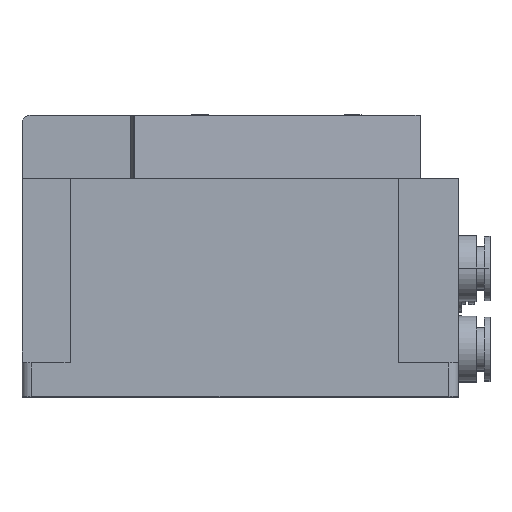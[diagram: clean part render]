
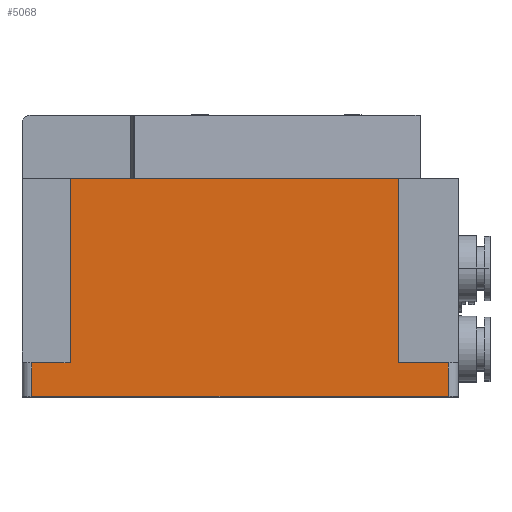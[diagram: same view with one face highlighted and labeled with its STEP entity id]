
A CAD part, top view. The second image highlights one B-rep face of the part: STEP entity #5068.
In plain terms, the highlighted planar face has unit normal (0, 0, 1).
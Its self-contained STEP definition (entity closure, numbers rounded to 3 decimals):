
#32 = VECTOR ( 'NONE', #746, 1000. ) ;
#82 = VERTEX_POINT ( 'NONE', #6664 ) ;
#185 = CARTESIAN_POINT ( 'NONE',  ( -110.9, 56.6, 0. ) ) ;
#195 = CARTESIAN_POINT ( 'NONE',  ( -110.9, 8.7, 0. ) ) ;
#215 = VERTEX_POINT ( 'NONE', #1206 ) ;
#406 = CARTESIAN_POINT ( 'NONE',  ( -110.9, 0., 0. ) ) ;
#701 = ORIENTED_EDGE ( 'NONE', *, *, #1118, .T. ) ;
#746 = DIRECTION ( 'NONE',  ( 0., -1., 0. ) ) ;
#919 = LINE ( 'NONE', #7309, #1525 ) ;
#993 = DIRECTION ( 'NONE',  ( 1., 0., 0. ) ) ;
#1091 = VERTEX_POINT ( 'NONE', #4451 ) ;
#1092 = CARTESIAN_POINT ( 'NONE',  ( -2.5, 8.7, 0. ) ) ;
#1104 = EDGE_CURVE ( 'NONE', #1091, #6439, #2525, .T. ) ;
#1118 = EDGE_CURVE ( 'NONE', #3442, #215, #2921, .T. ) ;
#1206 = CARTESIAN_POINT ( 'NONE',  ( -2.5, 0., 0. ) ) ;
#1343 = ORIENTED_EDGE ( 'NONE', *, *, #5549, .F. ) ;
#1390 = VERTEX_POINT ( 'NONE', #5304 ) ;
#1525 = VECTOR ( 'NONE', #7867, 1000. ) ;
#1854 = ORIENTED_EDGE ( 'NONE', *, *, #5738, .F. ) ;
#1908 = CARTESIAN_POINT ( 'NONE',  ( -110.9, 0., 0. ) ) ;
#2163 = EDGE_LOOP ( 'NONE', ( #6498, #1854, #701, #6293, #1343, #3188, #3066, #4713 ) ) ;
#2406 = CARTESIAN_POINT ( 'NONE',  ( -2.5, 56.6, 0. ) ) ;
#2471 = CARTESIAN_POINT ( 'NONE',  ( -110.9, 56.6, 0. ) ) ;
#2498 = VERTEX_POINT ( 'NONE', #4812 ) ;
#2525 = LINE ( 'NONE', #5686, #2814 ) ;
#2658 = CARTESIAN_POINT ( 'NONE',  ( -100.9, 56.6, 0. ) ) ;
#2698 = EDGE_CURVE ( 'NONE', #2498, #6439, #919, .T. ) ;
#2799 = PLANE ( 'NONE',  #4580 ) ;
#2814 = VECTOR ( 'NONE', #5084, 1000. ) ;
#2921 = LINE ( 'NONE', #1908, #3018 ) ;
#3018 = VECTOR ( 'NONE', #5105, 1000. ) ;
#3066 = ORIENTED_EDGE ( 'NONE', *, *, #2698, .F. ) ;
#3188 = ORIENTED_EDGE ( 'NONE', *, *, #1104, .T. ) ;
#3442 = VERTEX_POINT ( 'NONE', #406 ) ;
#3464 = DIRECTION ( 'NONE',  ( -1., 0., 0. ) ) ;
#3629 = CARTESIAN_POINT ( 'NONE',  ( -110.9, 8.7, 0. ) ) ;
#3930 = CARTESIAN_POINT ( 'NONE',  ( -15.5, 56.6, 0. ) ) ;
#3933 = VECTOR ( 'NONE', #7023, 1000. ) ;
#4451 = CARTESIAN_POINT ( 'NONE',  ( -15.5, 8.7, 0. ) ) ;
#4580 = AXIS2_PLACEMENT_3D ( 'NONE', #185, #7043, #3464 ) ;
#4634 = EDGE_CURVE ( 'NONE', #5295, #215, #6972, .T. ) ;
#4713 = ORIENTED_EDGE ( 'NONE', *, *, #4880, .F. ) ;
#4812 = CARTESIAN_POINT ( 'NONE',  ( -100.9, 56.6, 0. ) ) ;
#4880 = EDGE_CURVE ( 'NONE', #82, #2498, #5406, .T. ) ;
#5068 = ADVANCED_FACE ( 'NONE', ( #7562 ), #2799, .F. ) ;
#5084 = DIRECTION ( 'NONE',  ( 0., 1., 0. ) ) ;
#5105 = DIRECTION ( 'NONE',  ( 1., 0., 0. ) ) ;
#5295 = VERTEX_POINT ( 'NONE', #1092 ) ;
#5304 = CARTESIAN_POINT ( 'NONE',  ( -110.9, 8.7, 0. ) ) ;
#5406 = LINE ( 'NONE', #2658, #5770 ) ;
#5549 = EDGE_CURVE ( 'NONE', #1091, #5295, #7325, .T. ) ;
#5686 = CARTESIAN_POINT ( 'NONE',  ( -15.5, 8.7, 0. ) ) ;
#5738 = EDGE_CURVE ( 'NONE', #3442, #1390, #5891, .T. ) ;
#5770 = VECTOR ( 'NONE', #6332, 1000. ) ;
#5891 = LINE ( 'NONE', #2471, #6411 ) ;
#6156 = DIRECTION ( 'NONE',  ( 0., 1., 0. ) ) ;
#6293 = ORIENTED_EDGE ( 'NONE', *, *, #4634, .F. ) ;
#6332 = DIRECTION ( 'NONE',  ( 0., 1., 0. ) ) ;
#6411 = VECTOR ( 'NONE', #6156, 1000. ) ;
#6439 = VERTEX_POINT ( 'NONE', #3930 ) ;
#6498 = ORIENTED_EDGE ( 'NONE', *, *, #6611, .F. ) ;
#6611 = EDGE_CURVE ( 'NONE', #1390, #82, #7578, .T. ) ;
#6664 = CARTESIAN_POINT ( 'NONE',  ( -100.9, 8.7, 0. ) ) ;
#6972 = LINE ( 'NONE', #2406, #32 ) ;
#7023 = DIRECTION ( 'NONE',  ( 1., 0., 0. ) ) ;
#7043 = DIRECTION ( 'NONE',  ( 0., 0., -1. ) ) ;
#7309 = CARTESIAN_POINT ( 'NONE',  ( -110.9, 56.6, 0. ) ) ;
#7316 = VECTOR ( 'NONE', #993, 1000. ) ;
#7325 = LINE ( 'NONE', #3629, #7316 ) ;
#7562 = FACE_OUTER_BOUND ( 'NONE', #2163, .T. ) ;
#7578 = LINE ( 'NONE', #195, #3933 ) ;
#7867 = DIRECTION ( 'NONE',  ( 1., 0., 0. ) ) ;
